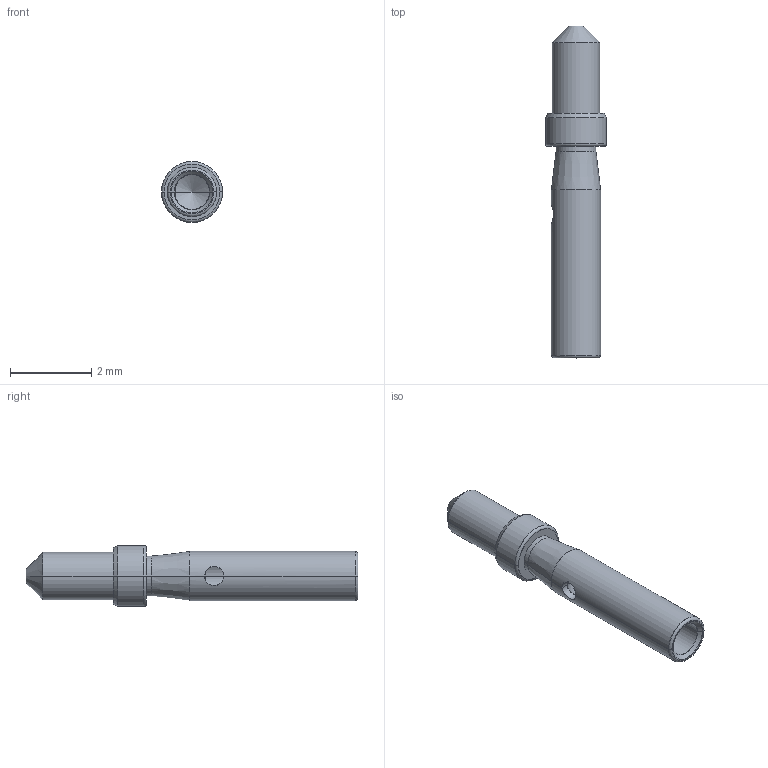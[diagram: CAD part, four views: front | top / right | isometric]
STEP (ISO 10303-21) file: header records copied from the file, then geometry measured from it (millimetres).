
FILE_DESCRIPTION((''),'2;1');
FILE_NAME('00110410002','2019-09-05T',('presta_be4'),(''),'PRO/ENGINEER BY PARAMETRIC TECHNOLOGY CORPORATION, 2014310','PRO/ENGINEER BY PARAMETRIC TECHNOLOGY CORPORATION, 2014310','');
FILE_SCHEMA(('CONFIG_CONTROL_DESIGN'));
Length unit declared in the file: millimetre
Products named in the file (1): 00110410002
Bounding box: 1.5 x 8.16 x 1.5 mm (x, y, z)
Volume: 0.6 mm3; surface area: 86.1 mm2
Topology: 1 solids, 2 shells, 60 faces, 130 edges, 72 vertices
Faces by surface type: cylinder 24, cone 20, plane 8, torus 8
Entity records: 1930 total; most frequent: CARTESIAN_POINT 578, DIRECTION 302, ORIENTED_EDGE 252, AXIS2_PLACEMENT_3D 128, EDGE_CURVE 126, VERTEX_POINT 72, CIRCLE 68, EDGE_LOOP 66
